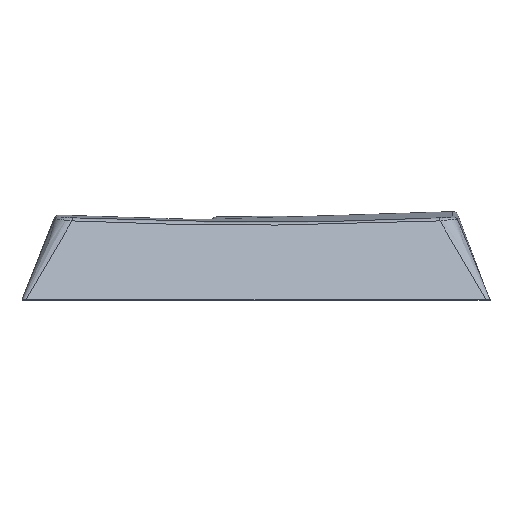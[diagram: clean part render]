
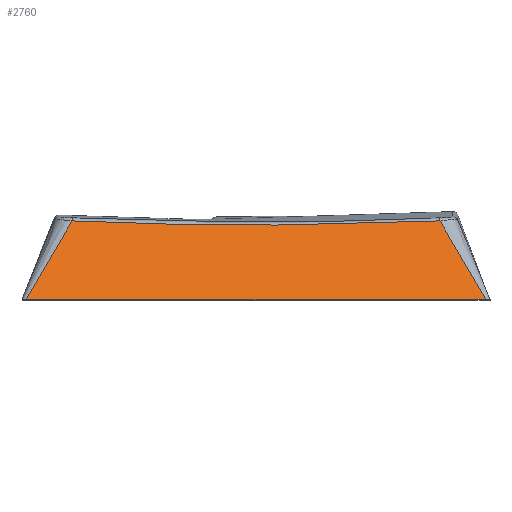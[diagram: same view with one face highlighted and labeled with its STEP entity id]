
A CAD part, top view. The second image highlights one B-rep face of the part: STEP entity #2760.
In plain terms, the highlighted planar face has unit normal (0, 0.454, 0.891).
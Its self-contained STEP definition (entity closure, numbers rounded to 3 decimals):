
#239 = CARTESIAN_POINT ( 'NONE',  ( 16.473, 7.061, 14.977 ) ) ;
#1013 = CARTESIAN_POINT ( 'NONE',  ( 19.145, 2.481, 17.311 ) ) ;
#1834 = FACE_OUTER_BOUND ( 'NONE', #4913, .T. ) ;
#2016 = DIRECTION ( 'NONE',  ( 0., 0.891, -0.454 ) ) ;
#2133 = ORIENTED_EDGE ( 'NONE', *, *, #4857, .T. ) ;
#2760 = ADVANCED_FACE ( 'NONE', ( #1834 ), #3446, .F. ) ;
#2803 = VERTEX_POINT ( 'NONE', #239 ) ;
#3415 = B_SPLINE_CURVE_WITH_KNOTS ( 'NONE', 3,
 ( #6872, #15639, #5275, #15270 ),
 .UNSPECIFIED., .F., .F.,
 ( 4, 4 ),
 ( 0.038, 1. ),
 .UNSPECIFIED. ) ;
#3446 = PLANE ( 'NONE',  #6867 ) ;
#4857 = EDGE_CURVE ( 'NONE', #6854, #2803, #16569, .T. ) ;
#4913 = EDGE_LOOP ( 'NONE', ( #2133, #14895, #7584, #17809 ) ) ;
#5275 = CARTESIAN_POINT ( 'NONE',  ( -19.145, 2.481, 17.311 ) ) ;
#5474 = CARTESIAN_POINT ( 'NONE',  ( 5.498, 6.562, 15.232 ) ) ;
#5806 = DIRECTION ( 'NONE',  ( 1., 0., 0. ) ) ;
#6072 = EDGE_CURVE ( 'NONE', #2803, #13171, #10465, .T. ) ;
#6106 = CARTESIAN_POINT ( 'NONE',  ( -16.473, 7.061, 14.977 ) ) ;
#6851 = CARTESIAN_POINT ( 'NONE',  ( 20.598, 0., 18.575 ) ) ;
#6854 = VERTEX_POINT ( 'NONE', #12936 ) ;
#6867 = AXIS2_PLACEMENT_3D ( 'NONE', #9187, #14927, #2016 ) ;
#6872 = CARTESIAN_POINT ( 'NONE',  ( -16.473, 7.061, 14.977 ) ) ;
#7215 = CARTESIAN_POINT ( 'NONE',  ( -20.956, 0., 18.575 ) ) ;
#7584 = ORIENTED_EDGE ( 'NONE', *, *, #16116, .T. ) ;
#9187 = CARTESIAN_POINT ( 'NONE',  ( 20.956, 7.514, 14.747 ) ) ;
#9444 = CARTESIAN_POINT ( 'NONE',  ( -16.473, 7.061, 14.977 ) ) ;
#9897 = CARTESIAN_POINT ( 'NONE',  ( -20.598, 0., 18.575 ) ) ;
#10465 = B_SPLINE_CURVE_WITH_KNOTS ( 'NONE', 3,
 ( #18388, #5474, #15185, #9444 ),
 .UNSPECIFIED., .F., .F.,
 ( 4, 4 ),
 ( 0., 0.033 ),
 .UNSPECIFIED. ) ;
#10950 = VECTOR ( 'NONE', #5806, 1000. ) ;
#11384 = LINE ( 'NONE', #7215, #10950 ) ;
#12566 = EDGE_CURVE ( 'NONE', #17369, #6854, #11384, .T. ) ;
#12604 = CARTESIAN_POINT ( 'NONE',  ( 16.473, 7.061, 14.977 ) ) ;
#12936 = CARTESIAN_POINT ( 'NONE',  ( 20.598, 0., 18.575 ) ) ;
#13171 = VERTEX_POINT ( 'NONE', #6106 ) ;
#14895 = ORIENTED_EDGE ( 'NONE', *, *, #6072, .T. ) ;
#14927 = DIRECTION ( 'NONE',  ( 0., -0.454, -0.891 ) ) ;
#15185 = CARTESIAN_POINT ( 'NONE',  ( -5.498, 6.562, 15.232 ) ) ;
#15270 = CARTESIAN_POINT ( 'NONE',  ( -20.598, 0., 18.575 ) ) ;
#15639 = CARTESIAN_POINT ( 'NONE',  ( -17.77, 4.835, 16.111 ) ) ;
#16116 = EDGE_CURVE ( 'NONE', #13171, #17369, #3415, .T. ) ;
#16569 = B_SPLINE_CURVE_WITH_KNOTS ( 'NONE', 3,
 ( #6851, #1013, #18264, #12604 ),
 .UNSPECIFIED., .F., .F.,
 ( 4, 4 ),
 ( 0., 0.962 ),
 .UNSPECIFIED. ) ;
#17369 = VERTEX_POINT ( 'NONE', #9897 ) ;
#17809 = ORIENTED_EDGE ( 'NONE', *, *, #12566, .T. ) ;
#18264 = CARTESIAN_POINT ( 'NONE',  ( 17.77, 4.835, 16.111 ) ) ;
#18388 = CARTESIAN_POINT ( 'NONE',  ( 16.473, 7.061, 14.977 ) ) ;
